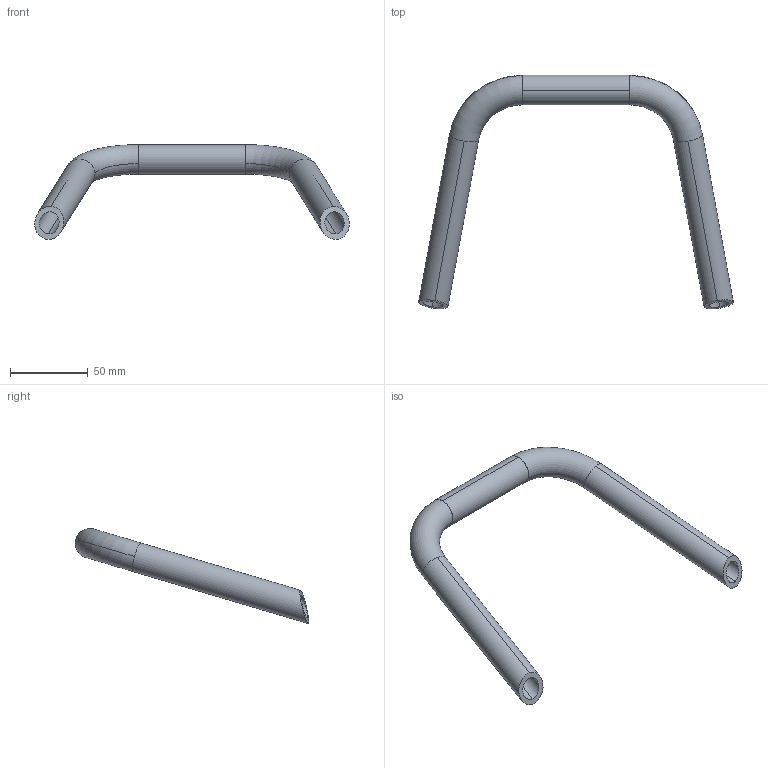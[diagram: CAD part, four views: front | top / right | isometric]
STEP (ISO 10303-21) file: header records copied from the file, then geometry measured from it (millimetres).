
FILE_DESCRIPTION (( 'STEP AP214' ), '1' );
FILE_NAME ('Member 3.STEP', '2025-02-27T19:57:12', ( '' ), ( '' ), 'SwSTEP 2.0', 'SolidWorks 2022', '' );
FILE_SCHEMA (( 'AUTOMOTIVE_DESIGN' ));
Length unit declared in the file: millimetre
Products named in the file (1): Member 3
Bounding box: 202.53 x 150.23 x 61.01 mm (x, y, z)
Volume: 63896.1 mm3; surface area: 41879.7 mm2
Topology: 5 solids, 5 shells, 30 faces, 60 edges, 40 vertices
Faces by surface type: cylinder 12, plane 10, torus 8
Entity records: 894 total; most frequent: CARTESIAN_POINT 155, DIRECTION 154, ORIENTED_EDGE 120, AXIS2_PLACEMENT_3D 71, EDGE_CURVE 60, EDGE_LOOP 40, VERTEX_POINT 40, CIRCLE 40
